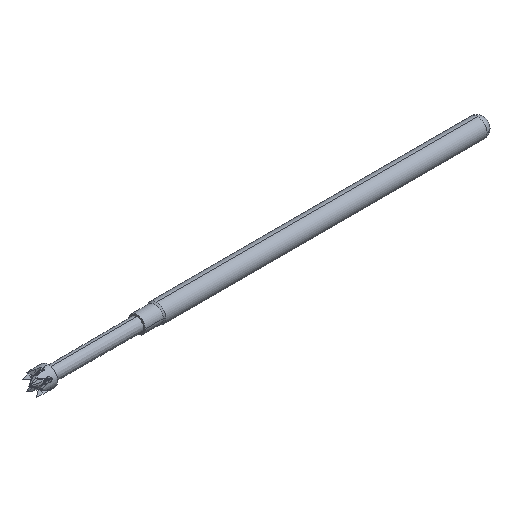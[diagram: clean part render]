
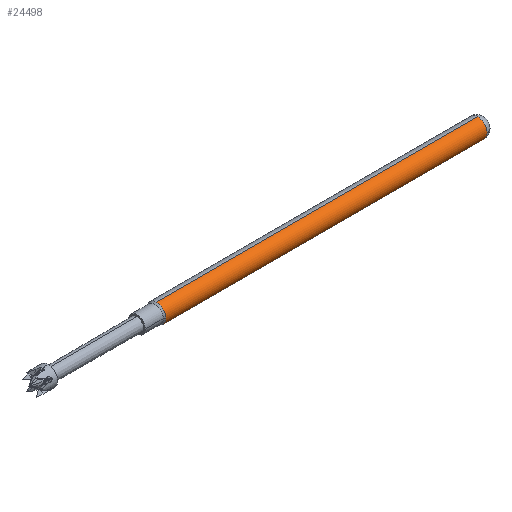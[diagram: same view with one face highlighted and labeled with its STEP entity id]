
A CAD part, isometric view. The second image highlights one B-rep face of the part: STEP entity #24498.
In plain terms, the highlighted cylindrical face has radius 0.683 mm (diameter 1.367 mm), a partial arc.
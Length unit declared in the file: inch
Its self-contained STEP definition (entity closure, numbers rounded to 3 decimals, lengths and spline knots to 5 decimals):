
#70 = ORIENTED_EDGE ( 'NONE', *, *, #8652, .F. ) ;
#213 = DIRECTION ( 'NONE',  ( 1., 0., 0. ) ) ;
#350 = EDGE_LOOP ( 'NONE', ( #70, #5013, #17866, #4106, #5524, #24673 ) ) ;
#1666 = FACE_OUTER_BOUND ( 'NONE', #350, .T. ) ;
#1991 = AXIS2_PLACEMENT_3D ( 'NONE', #10105, #213, #6333 ) ;
#2225 = VERTEX_POINT ( 'NONE', #21638 ) ;
#3577 = CARTESIAN_POINT ( 'NONE',  ( 0.0565, 0., 0. ) ) ;
#4022 = DIRECTION ( 'NONE',  ( 1., 0., 0. ) ) ;
#4106 = ORIENTED_EDGE ( 'NONE', *, *, #16904, .T. ) ;
#4201 = DIRECTION ( 'NONE',  ( -1., 0., 0. ) ) ;
#4374 = AXIS2_PLACEMENT_3D ( 'NONE', #14972, #15344, #11458 ) ;
#5013 = ORIENTED_EDGE ( 'NONE', *, *, #14604, .F. ) ;
#5331 = VERTEX_POINT ( 'NONE', #6386 ) ;
#5524 = ORIENTED_EDGE ( 'NONE', *, *, #21526, .T. ) ;
#5643 = VERTEX_POINT ( 'NONE', #18656 ) ;
#6333 = DIRECTION ( 'NONE',  ( 0., 1., 0. ) ) ;
#6358 = VECTOR ( 'NONE', #8183, 39.37008 ) ;
#6386 = CARTESIAN_POINT ( 'NONE',  ( 0.0565, -0.0269, 0. ) ) ;
#7574 = AXIS2_PLACEMENT_3D ( 'NONE', #17545, #4022, #8029 ) ;
#8029 = DIRECTION ( 'NONE',  ( 0., 1., 0. ) ) ;
#8183 = DIRECTION ( 'NONE',  ( -1., 0., 0. ) ) ;
#8570 = CARTESIAN_POINT ( 'NONE',  ( 0.98023, 0., -0.0269 ) ) ;
#8652 = EDGE_CURVE ( 'NONE', #8780, #17745, #21851, .T. ) ;
#8780 = VERTEX_POINT ( 'NONE', #8570 ) ;
#9100 = DIRECTION ( 'NONE',  ( 1., 0., 0. ) ) ;
#9446 = DIRECTION ( 'NONE',  ( 0., 0., 1. ) ) ;
#9542 = EDGE_CURVE ( 'NONE', #5331, #17745, #12766, .T. ) ;
#10105 = CARTESIAN_POINT ( 'NONE',  ( 0.98023, 0., 0. ) ) ;
#10220 = CARTESIAN_POINT ( 'NONE',  ( 0.0565, 0., 0.0269 ) ) ;
#11458 = DIRECTION ( 'NONE',  ( 0., 1., 0. ) ) ;
#11983 = CIRCLE ( 'NONE', #4374, 0.0269 ) ;
#12766 = CIRCLE ( 'NONE', #7574, 0.0269 ) ;
#12991 = DIRECTION ( 'NONE',  ( 0., 1., 0. ) ) ;
#13331 = CYLINDRICAL_SURFACE ( 'NONE', #14375, 0.0269 ) ;
#14375 = AXIS2_PLACEMENT_3D ( 'NONE', #20592, #22962, #9446 ) ;
#14604 = EDGE_CURVE ( 'NONE', #2225, #8780, #11983, .T. ) ;
#14972 = CARTESIAN_POINT ( 'NONE',  ( 0.98023, 0., 0. ) ) ;
#15344 = DIRECTION ( 'NONE',  ( 1., 0., 0. ) ) ;
#16904 = EDGE_CURVE ( 'NONE', #5643, #20249, #21230, .T. ) ;
#17189 = CIRCLE ( 'NONE', #1991, 0.0269 ) ;
#17545 = CARTESIAN_POINT ( 'NONE',  ( 0.0565, 0., 0. ) ) ;
#17605 = CARTESIAN_POINT ( 'NONE',  ( 0.99999, 0., -0.0269 ) ) ;
#17745 = VERTEX_POINT ( 'NONE', #24053 ) ;
#17866 = ORIENTED_EDGE ( 'NONE', *, *, #22825, .F. ) ;
#18656 = CARTESIAN_POINT ( 'NONE',  ( 0.98023, 0., 0.0269 ) ) ;
#19465 = CARTESIAN_POINT ( 'NONE',  ( 0.99999, 0., 0.0269 ) ) ;
#19579 = AXIS2_PLACEMENT_3D ( 'NONE', #3577, #9100, #12991 ) ;
#20249 = VERTEX_POINT ( 'NONE', #10220 ) ;
#20592 = CARTESIAN_POINT ( 'NONE',  ( 0.99999, 0., 0. ) ) ;
#21230 = LINE ( 'NONE', #19465, #6358 ) ;
#21526 = EDGE_CURVE ( 'NONE', #20249, #5331, #22786, .T. ) ;
#21638 = CARTESIAN_POINT ( 'NONE',  ( 0.98023, -0.0269, 0. ) ) ;
#21851 = LINE ( 'NONE', #17605, #22770 ) ;
#22770 = VECTOR ( 'NONE', #4201, 39.37008 ) ;
#22786 = CIRCLE ( 'NONE', #19579, 0.0269 ) ;
#22825 = EDGE_CURVE ( 'NONE', #5643, #2225, #17189, .T. ) ;
#22962 = DIRECTION ( 'NONE',  ( -1., 0., 0. ) ) ;
#24053 = CARTESIAN_POINT ( 'NONE',  ( 0.0565, 0., -0.0269 ) ) ;
#24498 = ADVANCED_FACE ( 'NONE', ( #1666 ), #13331, .T. ) ;
#24673 = ORIENTED_EDGE ( 'NONE', *, *, #9542, .T. ) ;
